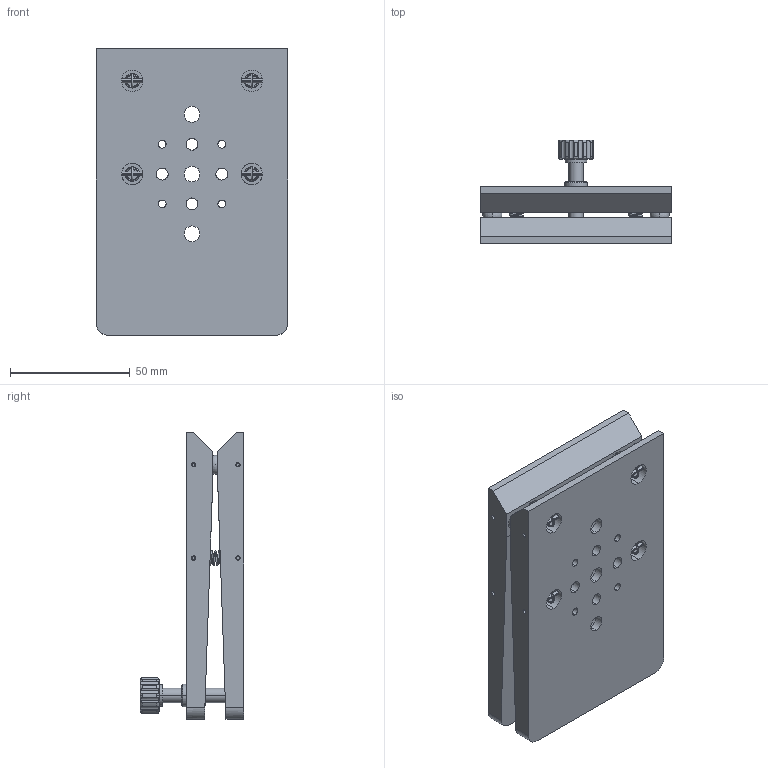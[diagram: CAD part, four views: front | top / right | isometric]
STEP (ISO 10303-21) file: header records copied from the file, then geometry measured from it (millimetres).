
FILE_DESCRIPTION (( 'STEP AP203' ), '1' );
FILE_NAME ('05STP-2M.STEP', '2016-04-21T01:38:11', ( '' ), ( '' ), 'SwSTEP 2.0', 'SolidWorks 2016', '' );
FILE_SCHEMA (( 'CONFIG_CONTROL_DESIGN' ));
Length unit declared in the file: millimetre
Products named in the file (1): 05STP-2M
Bounding box: 80 x 43.4 x 120 mm (x, y, z)
Volume: 165516.5 mm3; surface area: 57158.4 mm2
Topology: 22 solids, 22 shells, 386 faces, 961 edges, 628 vertices
Faces by surface type: cylinder 227, plane 97, torus 20, cone 16, bspline 16, sphere 10
Entity records: 22135 total; most frequent: CARTESIAN_POINT 13154, ORIENTED_EDGE 1856, DIRECTION 1784, EDGE_CURVE 928, AXIS2_PLACEMENT_3D 713, VERTEX_POINT 611, EDGE_LOOP 511, ADVANCED_FACE 386
